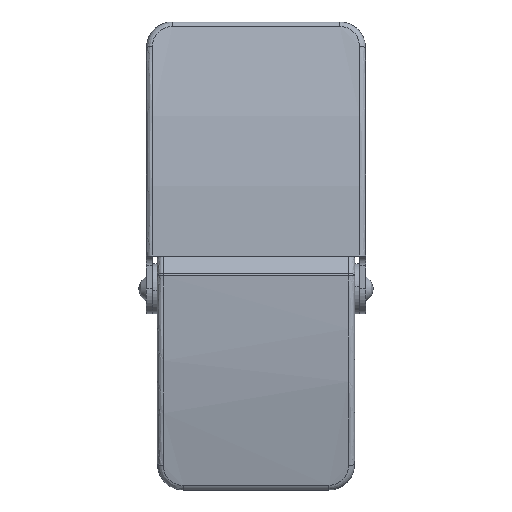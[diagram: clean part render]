
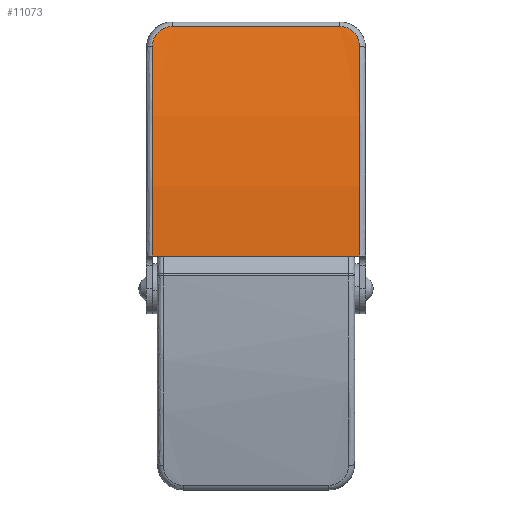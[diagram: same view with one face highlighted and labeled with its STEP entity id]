
A CAD part, front view. The second image highlights one B-rep face of the part: STEP entity #11073.
In plain terms, the highlighted free-form (B-spline) face has degree [1, 2] with [2, 3] control points.
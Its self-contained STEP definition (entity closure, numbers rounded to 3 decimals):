
#10027=CARTESIAN_POINT('',(10.4,-5.523,28.339));
#10028=VERTEX_POINT('',#10027);
#10042=CARTESIAN_POINT('',(10.4,-8.,7.3));
#10043=VERTEX_POINT('',#10042);
#10044=CARTESIAN_POINT('',(10.4,-8.,7.3));
#10045=CARTESIAN_POINT('',(10.4,-8.,17.965));
#10046=CARTESIAN_POINT('',(10.4,-5.523,28.339));
#10054=(BOUNDED_CURVE()B_SPLINE_CURVE(2,(#10044,#10045,#10046),.UNSPECIFIED.,.F.,.U.)CURVE()GEOMETRIC_REPRESENTATION_ITEM()QUASI_UNIFORM_CURVE()RATIONAL_B_SPLINE_CURVE((1.0,0.993,1.0))REPRESENTATION_ITEM(''));
#10055=EDGE_CURVE('',#10043,#10028,#10054,.T.);
#10188=CARTESIAN_POINT('',(8.4,-5.018,30.353));
#10189=VERTEX_POINT('',#10188);
#10203=CARTESIAN_POINT('',(10.4,-5.523,28.339));
#10204=CARTESIAN_POINT('',(10.4,-5.492,28.47));
#10205=CARTESIAN_POINT('',(10.387,-5.461,28.599));
#10206=CARTESIAN_POINT('',(10.35,-5.414,28.791));
#10207=CARTESIAN_POINT('',(10.334,-5.399,28.855));
#10208=CARTESIAN_POINT('',(10.297,-5.368,28.979));
#10209=CARTESIAN_POINT('',(10.276,-5.353,29.04));
#10210=CARTESIAN_POINT('',(10.203,-5.308,29.22));
#10211=CARTESIAN_POINT('',(10.143,-5.28,29.335));
#10212=CARTESIAN_POINT('',(9.999,-5.224,29.555));
#10213=CARTESIAN_POINT('',(9.917,-5.198,29.657));
#10214=CARTESIAN_POINT('',(9.781,-5.162,29.798));
#10215=CARTESIAN_POINT('',(9.733,-5.151,29.842));
#10216=CARTESIAN_POINT('',(9.632,-5.129,29.927));
#10217=CARTESIAN_POINT('',(9.578,-5.119,29.967));
#10218=CARTESIAN_POINT('',(9.415,-5.09,30.079));
#10219=CARTESIAN_POINT('',(9.3,-5.073,30.142));
#10220=CARTESIAN_POINT('',(9.147,-5.056,30.207));
#10221=CARTESIAN_POINT('',(9.116,-5.053,30.22));
#10222=CARTESIAN_POINT('',(9.053,-5.047,30.243));
#10223=CARTESIAN_POINT('',(9.022,-5.044,30.253));
#10224=CARTESIAN_POINT('',(8.926,-5.036,30.283));
#10225=CARTESIAN_POINT('',(8.862,-5.032,30.299));
#10226=CARTESIAN_POINT('',(8.667,-5.022,30.339));
#10227=CARTESIAN_POINT('',(8.535,-5.018,30.353));
#10228=CARTESIAN_POINT('',(8.4,-5.018,30.353));
#10229=B_SPLINE_CURVE_WITH_KNOTS('',3,(#10203,#10204,#10205,#10206,#10207,#10208,#10209,#10210,#10211,#10212,#10213,#10214,#10215,#10216,#10217,#10218,#10219,#10220,#10221,#10222,#10223,#10224,#10225,#10226,#10227,#10228),.UNSPECIFIED.,.F.,.U.,(4,2,2,2,2,2,2,2,2,2,2,2,4),(0.0,0.125,0.188,0.25,0.375,0.5,0.563,0.625,0.75,0.781,0.813,0.875,1.0),.UNSPECIFIED.);
#10230=EDGE_CURVE('',#10028,#10189,#10229,.T.);
#10283=CARTESIAN_POINT('',(-8.4,-5.018,30.353));
#10284=VERTEX_POINT('',#10283);
#10298=CARTESIAN_POINT('',(8.4,-5.018,30.353));
#10299=CARTESIAN_POINT('',(-8.4,-5.018,30.353));
#10300=QUASI_UNIFORM_CURVE('',1,(#10298,#10299),.UNSPECIFIED.,.F.,.U.);
#10301=EDGE_CURVE('',#10189,#10284,#10300,.T.);
#10412=CARTESIAN_POINT('',(-10.4,-5.523,28.339));
#10413=VERTEX_POINT('',#10412);
#10427=CARTESIAN_POINT('',(-8.4,-5.018,30.353));
#10428=CARTESIAN_POINT('',(-8.467,-5.018,30.353));
#10429=CARTESIAN_POINT('',(-8.534,-5.019,30.349));
#10430=CARTESIAN_POINT('',(-8.668,-5.023,30.336));
#10431=CARTESIAN_POINT('',(-8.734,-5.025,30.326));
#10432=CARTESIAN_POINT('',(-8.931,-5.036,30.285));
#10433=CARTESIAN_POINT('',(-9.058,-5.046,30.245));
#10434=CARTESIAN_POINT('',(-9.24,-5.067,30.168));
#10435=CARTESIAN_POINT('',(-9.299,-5.074,30.139));
#10436=CARTESIAN_POINT('',(-9.387,-5.087,30.091));
#10437=CARTESIAN_POINT('',(-9.416,-5.091,30.074));
#10438=CARTESIAN_POINT('',(-9.472,-5.1,30.039));
#10439=CARTESIAN_POINT('',(-9.5,-5.105,30.021));
#10440=CARTESIAN_POINT('',(-9.636,-5.129,29.928));
#10441=CARTESIAN_POINT('',(-9.736,-5.151,29.844));
#10442=CARTESIAN_POINT('',(-9.873,-5.186,29.703));
#10443=CARTESIAN_POINT('',(-9.917,-5.199,29.654));
#10444=CARTESIAN_POINT('',(-9.999,-5.225,29.551));
#10445=CARTESIAN_POINT('',(-10.037,-5.239,29.498));
#10446=CARTESIAN_POINT('',(-10.143,-5.28,29.334));
#10447=CARTESIAN_POINT('',(-10.203,-5.309,29.22));
#10448=CARTESIAN_POINT('',(-10.277,-5.353,29.038));
#10449=CARTESIAN_POINT('',(-10.298,-5.369,28.976));
#10450=CARTESIAN_POINT('',(-10.335,-5.399,28.852));
#10451=CARTESIAN_POINT('',(-10.351,-5.415,28.789));
#10452=CARTESIAN_POINT('',(-10.387,-5.461,28.599));
#10453=CARTESIAN_POINT('',(-10.4,-5.492,28.47));
#10454=CARTESIAN_POINT('',(-10.4,-5.523,28.339));
#10455=B_SPLINE_CURVE_WITH_KNOTS('',3,(#10427,#10428,#10429,#10430,#10431,#10432,#10433,#10434,#10435,#10436,#10437,#10438,#10439,#10440,#10441,#10442,#10443,#10444,#10445,#10446,#10447,#10448,#10449,#10450,#10451,#10452,#10453,#10454),.UNSPECIFIED.,.F.,.U.,(4,2,2,2,2,2,2,2,2,2,2,2,2,4),(0.0,0.062,0.125,0.25,0.312,0.344,0.375,0.5,0.562,0.625,0.75,0.812,0.875,1.0),.UNSPECIFIED.);
#10456=EDGE_CURVE('',#10284,#10413,#10455,.T.);
#10512=CARTESIAN_POINT('',(-10.4,-8.,7.3));
#10513=VERTEX_POINT('',#10512);
#10529=CARTESIAN_POINT('',(-10.4,-5.523,28.339));
#10530=CARTESIAN_POINT('',(-10.4,-8.,17.965));
#10531=CARTESIAN_POINT('',(-10.4,-8.,7.3));
#10539=(BOUNDED_CURVE()B_SPLINE_CURVE(2,(#10529,#10530,#10531),.UNSPECIFIED.,.F.,.U.)CURVE()GEOMETRIC_REPRESENTATION_ITEM()QUASI_UNIFORM_CURVE()RATIONAL_B_SPLINE_CURVE((1.0,0.993,1.0))REPRESENTATION_ITEM(''));
#10540=EDGE_CURVE('',#10413,#10513,#10539,.T.);
#11016=CARTESIAN_POINT('',(10.4,-8.,7.3));
#11017=CARTESIAN_POINT('',(-10.4,-8.,7.3));
#11018=QUASI_UNIFORM_CURVE('',1,(#11016,#11017),.UNSPECIFIED.,.F.,.U.);
#11019=EDGE_CURVE('',#10043,#10513,#11018,.T.);
#11051=CARTESIAN_POINT('',(10.92,-4.716,31.471));
#11052=CARTESIAN_POINT('',(-10.933,-4.716,31.471));
#11053=CARTESIAN_POINT('',(10.92,-8.158,19.038));
#11054=CARTESIAN_POINT('',(-10.933,-8.158,19.038));
#11055=CARTESIAN_POINT('',(10.92,-7.993,6.138));
#11056=CARTESIAN_POINT('',(-10.933,-7.993,6.138));
#11064=(BOUNDED_SURFACE()B_SPLINE_SURFACE(1,2,((#11051,#11053,#11055),(#11052,#11054,#11056)),.UNSPECIFIED.,.F.,.F.,.U.)B_SPLINE_SURFACE_WITH_KNOTS((2,2),(3,3),(0.0,21.853),(1.636,27.312),.UNSPECIFIED.)GEOMETRIC_REPRESENTATION_ITEM()RATIONAL_B_SPLINE_SURFACE(((0.998,0.987,0.995),(0.998,0.987,0.995)))REPRESENTATION_ITEM('')SURFACE());
#11065=ORIENTED_EDGE('',*,*,#11019,.F.);
#11066=ORIENTED_EDGE('',*,*,#10055,.T.);
#11067=ORIENTED_EDGE('',*,*,#10230,.T.);
#11068=ORIENTED_EDGE('',*,*,#10301,.T.);
#11069=ORIENTED_EDGE('',*,*,#10456,.T.);
#11070=ORIENTED_EDGE('',*,*,#10540,.T.);
#11071=EDGE_LOOP('',(#11065,#11066,#11067,#11068,#11069,#11070));
#11072=FACE_OUTER_BOUND('',#11071,.T.);
#11073=ADVANCED_FACE('',(#11072),#11064,.T.);
